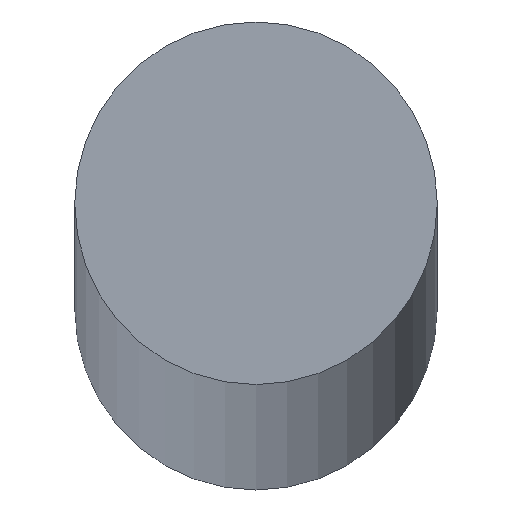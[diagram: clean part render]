
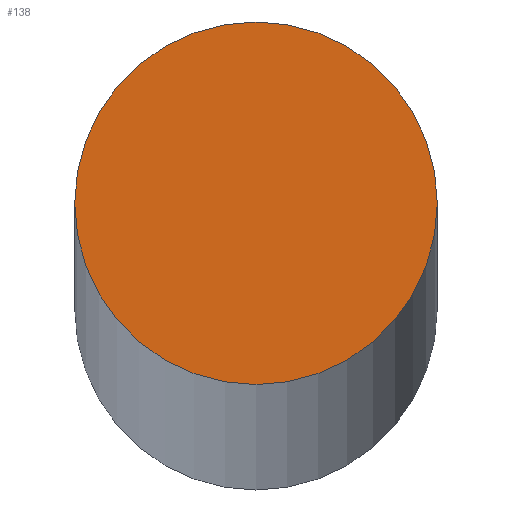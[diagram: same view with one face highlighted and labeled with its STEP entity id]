
A CAD part, top view. The second image highlights one B-rep face of the part: STEP entity #138.
In plain terms, the highlighted planar face has unit normal (0, 0, 1).
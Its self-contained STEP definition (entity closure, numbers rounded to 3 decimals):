
#2 = EDGE_CURVE ( 'NONE', #50, #49, #100, .T. ) ;
#13 = AXIS2_PLACEMENT_3D ( 'NONE', #52, #47, #46 ) ;
#16 = EDGE_CURVE ( 'NONE', #49, #50, #121, .T. ) ;
#21 = AXIS2_PLACEMENT_3D ( 'NONE', #45, #35, #34 ) ;
#24 = AXIS2_PLACEMENT_3D ( 'NONE', #62, #71, #72 ) ;
#30 = CARTESIAN_POINT ( 'NONE',  ( -3., 0., 0. ) ) ;
#33 = CARTESIAN_POINT ( 'NONE',  ( 3., 0., 0. ) ) ;
#34 = DIRECTION ( 'NONE',  ( 1., 0., 0. ) ) ;
#35 = DIRECTION ( 'NONE',  ( 0., 0., 1. ) ) ;
#45 = CARTESIAN_POINT ( 'NONE',  ( 0., 0., 0. ) ) ;
#46 = DIRECTION ( 'NONE',  ( 1., 0., 0. ) ) ;
#47 = DIRECTION ( 'NONE',  ( 0., 0., 1. ) ) ;
#49 = VERTEX_POINT ( 'NONE', #30 ) ;
#50 = VERTEX_POINT ( 'NONE', #33 ) ;
#52 = CARTESIAN_POINT ( 'NONE',  ( 0., 0., 0. ) ) ;
#62 = CARTESIAN_POINT ( 'NONE',  ( 0., 3., 0. ) ) ;
#64 = PLANE ( 'NONE',  #24 ) ;
#71 = DIRECTION ( 'NONE',  ( 0., 0., -1. ) ) ;
#72 = DIRECTION ( 'NONE',  ( -1., 0., 0. ) ) ;
#100 = CIRCLE ( 'NONE', #13, 3. ) ;
#104 = ORIENTED_EDGE ( 'NONE', *, *, #2, .T. ) ;
#115 = EDGE_LOOP ( 'NONE', ( #104, #116 ) ) ;
#116 = ORIENTED_EDGE ( 'NONE', *, *, #16, .T. ) ;
#121 = CIRCLE ( 'NONE', #21, 3. ) ;
#125 = FACE_OUTER_BOUND ( 'NONE', #115, .T. ) ;
#138 = ADVANCED_FACE ( 'NONE', ( #125 ), #64, .F. ) ;
